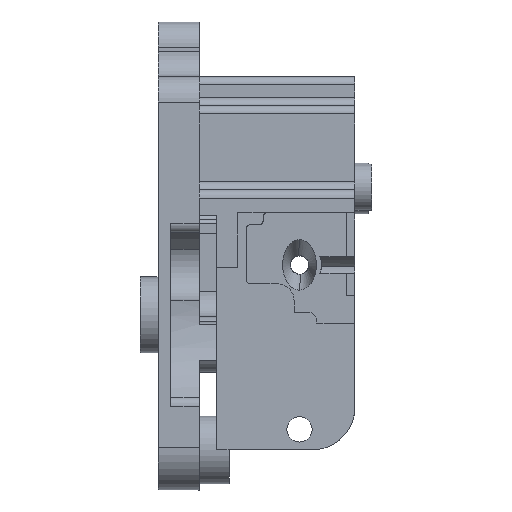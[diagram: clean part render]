
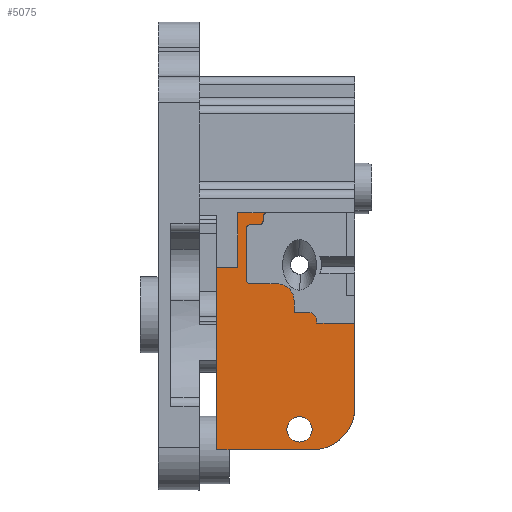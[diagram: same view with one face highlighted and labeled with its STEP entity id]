
A CAD part, top view. The second image highlights one B-rep face of the part: STEP entity #5075.
In plain terms, the highlighted planar face has unit normal (0, 0, 1).
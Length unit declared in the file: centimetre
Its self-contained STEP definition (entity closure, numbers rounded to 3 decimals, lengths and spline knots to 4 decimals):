
#182=FACE_BOUND('',#834,.T.);
#281=CIRCLE('',#5399,0.15);
#331=CIRCLE('',#5476,0.1);
#332=CIRCLE('',#5477,0.2);
#333=CIRCLE('',#5478,0.05);
#334=CIRCLE('',#5479,0.05);
#335=CIRCLE('',#5480,0.05);
#336=CIRCLE('',#5481,0.05);
#337=CIRCLE('',#5482,0.5);
#532=FACE_OUTER_BOUND('',#833,.T.);
#833=EDGE_LOOP('',(#3726,#3727,#3728,#3729,#3730,#3731,#3732,#3733,#3734,
#3735,#3736,#3737,#3738,#3739,#3740,#3741,#3742,#3743,#3744,#3745,#3746,
#3747));
#834=EDGE_LOOP('',(#3748));
#1151=LINE('',#7614,#1642);
#1208=LINE('',#7940,#1699);
#1211=LINE('',#7946,#1702);
#1214=LINE('',#7952,#1705);
#1219=LINE('',#7962,#1710);
#1225=LINE('',#7974,#1716);
#1228=LINE('',#7979,#1719);
#1275=LINE('',#8141,#1766);
#1276=LINE('',#8143,#1767);
#1277=LINE('',#8146,#1768);
#1278=LINE('',#8153,#1769);
#1279=LINE('',#8156,#1770);
#1280=LINE('',#8158,#1771);
#1281=LINE('',#8160,#1772);
#1282=LINE('',#8162,#1773);
#1642=VECTOR('',#5941,100.);
#1699=VECTOR('',#6160,100.);
#1702=VECTOR('',#6165,100.);
#1705=VECTOR('',#6170,100.);
#1710=VECTOR('',#6177,100.);
#1716=VECTOR('',#6187,100.);
#1719=VECTOR('',#6192,100.);
#1766=VECTOR('',#6333,100.);
#1767=VECTOR('',#6334,100.);
#1768=VECTOR('',#6337,100.);
#1769=VECTOR('',#6346,100.);
#1770=VECTOR('',#6349,100.);
#1771=VECTOR('',#6350,100.);
#1772=VECTOR('',#6351,100.);
#1773=VECTOR('',#6352,100.);
#2142=VERTEX_POINT('',#7611);
#2143=VERTEX_POINT('',#7613);
#2198=VERTEX_POINT('',#7767);
#2234=VERTEX_POINT('',#7937);
#2235=VERTEX_POINT('',#7939);
#2236=VERTEX_POINT('',#7943);
#2237=VERTEX_POINT('',#7945);
#2238=VERTEX_POINT('',#7949);
#2239=VERTEX_POINT('',#7951);
#2242=VERTEX_POINT('',#7959);
#2243=VERTEX_POINT('',#7961);
#2246=VERTEX_POINT('',#7972);
#2247=VERTEX_POINT('',#7973);
#2248=VERTEX_POINT('',#7978);
#2316=VERTEX_POINT('',#8140);
#2317=VERTEX_POINT('',#8142);
#2318=VERTEX_POINT('',#8145);
#2319=VERTEX_POINT('',#8150);
#2320=VERTEX_POINT('',#8152);
#2321=VERTEX_POINT('',#8155);
#2322=VERTEX_POINT('',#8157);
#2323=VERTEX_POINT('',#8159);
#2324=VERTEX_POINT('',#8161);
#2654=EDGE_CURVE('',#2143,#2142,#1151,.T.);
#2724=EDGE_CURVE('',#2198,#2198,#281,.T.);
#2773=EDGE_CURVE('',#2234,#2235,#1208,.T.);
#2776=EDGE_CURVE('',#2237,#2236,#1211,.T.);
#2779=EDGE_CURVE('',#2238,#2239,#1214,.T.);
#2784=EDGE_CURVE('',#2243,#2242,#1219,.T.);
#2790=EDGE_CURVE('',#2246,#2247,#1225,.T.);
#2793=EDGE_CURVE('',#2242,#2248,#1228,.T.);
#2876=EDGE_CURVE('',#2142,#2316,#1275,.T.);
#2877=EDGE_CURVE('',#2317,#2316,#1276,.T.);
#2878=EDGE_CURVE('',#2317,#2235,#331,.T.);
#2879=EDGE_CURVE('',#2234,#2318,#1277,.T.);
#2880=EDGE_CURVE('',#2318,#2246,#332,.T.);
#2881=EDGE_CURVE('',#2247,#2239,#333,.T.);
#2882=EDGE_CURVE('',#2238,#2237,#334,.T.);
#2883=EDGE_CURVE('',#2236,#2319,#335,.T.);
#2884=EDGE_CURVE('',#2319,#2320,#1278,.T.);
#2885=EDGE_CURVE('',#2320,#2243,#336,.T.);
#2886=EDGE_CURVE('',#2321,#2248,#1279,.T.);
#2887=EDGE_CURVE('',#2322,#2321,#1280,.T.);
#2888=EDGE_CURVE('',#2323,#2322,#1281,.T.);
#2889=EDGE_CURVE('',#2323,#2324,#1282,.T.);
#2890=EDGE_CURVE('',#2324,#2143,#337,.T.);
#3726=ORIENTED_EDGE('',*,*,#2654,.T.);
#3727=ORIENTED_EDGE('',*,*,#2876,.T.);
#3728=ORIENTED_EDGE('',*,*,#2877,.F.);
#3729=ORIENTED_EDGE('',*,*,#2878,.T.);
#3730=ORIENTED_EDGE('',*,*,#2773,.F.);
#3731=ORIENTED_EDGE('',*,*,#2879,.T.);
#3732=ORIENTED_EDGE('',*,*,#2880,.T.);
#3733=ORIENTED_EDGE('',*,*,#2790,.T.);
#3734=ORIENTED_EDGE('',*,*,#2881,.T.);
#3735=ORIENTED_EDGE('',*,*,#2779,.F.);
#3736=ORIENTED_EDGE('',*,*,#2882,.T.);
#3737=ORIENTED_EDGE('',*,*,#2776,.T.);
#3738=ORIENTED_EDGE('',*,*,#2883,.T.);
#3739=ORIENTED_EDGE('',*,*,#2884,.T.);
#3740=ORIENTED_EDGE('',*,*,#2885,.T.);
#3741=ORIENTED_EDGE('',*,*,#2784,.T.);
#3742=ORIENTED_EDGE('',*,*,#2793,.T.);
#3743=ORIENTED_EDGE('',*,*,#2886,.F.);
#3744=ORIENTED_EDGE('',*,*,#2887,.F.);
#3745=ORIENTED_EDGE('',*,*,#2888,.F.);
#3746=ORIENTED_EDGE('',*,*,#2889,.T.);
#3747=ORIENTED_EDGE('',*,*,#2890,.T.);
#3748=ORIENTED_EDGE('',*,*,#2724,.F.);
#4896=PLANE('',#5475);
#5075=ADVANCED_FACE('',(#532,#182),#4896,.T.);
#5399=AXIS2_PLACEMENT_3D('',#7768,#6083,#6084);
#5475=AXIS2_PLACEMENT_3D('',#8139,#6331,#6332);
#5476=AXIS2_PLACEMENT_3D('',#8144,#6335,#6336);
#5477=AXIS2_PLACEMENT_3D('',#8147,#6338,#6339);
#5478=AXIS2_PLACEMENT_3D('',#8148,#6340,#6341);
#5479=AXIS2_PLACEMENT_3D('',#8149,#6342,#6343);
#5480=AXIS2_PLACEMENT_3D('',#8151,#6344,#6345);
#5481=AXIS2_PLACEMENT_3D('',#8154,#6347,#6348);
#5482=AXIS2_PLACEMENT_3D('',#8163,#6353,#6354);
#5941=DIRECTION('',(0.,1.,0.));
#6083=DIRECTION('center_axis',(0.,0.,
1.));
#6084=DIRECTION('ref_axis',(1.,0.,0.));
#6160=DIRECTION('',(1.,0.,0.));
#6165=DIRECTION('',(1.,0.,0.));
#6170=DIRECTION('',(0.,-1.,0.));
#6177=DIRECTION('',(-1.,0.,0.));
#6187=DIRECTION('',(-1.,0.,0.));
#6192=DIRECTION('',(0.,-1.,0.));
#6331=DIRECTION('center_axis',(0.,0.,
1.));
#6332=DIRECTION('ref_axis',(1.,0.,0.));
#6333=DIRECTION('',(-1.,0.,0.));
#6334=DIRECTION('',(0.,-1.,0.));
#6335=DIRECTION('center_axis',(0.,0.,
1.));
#6336=DIRECTION('ref_axis',(1.,0.,0.));
#6337=DIRECTION('',(0.,1.,0.));
#6338=DIRECTION('center_axis',(0.,0.,
1.));
#6339=DIRECTION('ref_axis',(1.,0.,0.));
#6340=DIRECTION('center_axis',(0.,0.,
-1.));
#6341=DIRECTION('ref_axis',(1.,0.,0.));
#6342=DIRECTION('center_axis',(0.,0.,
-1.));
#6343=DIRECTION('ref_axis',(1.,0.,0.));
#6344=DIRECTION('center_axis',(0.,0.,
1.));
#6345=DIRECTION('ref_axis',(1.,0.,0.));
#6346=DIRECTION('',(0.,1.,0.));
#6347=DIRECTION('center_axis',(0.,0.,
-1.));
#6348=DIRECTION('ref_axis',(1.,0.,0.));
#6349=DIRECTION('',(1.,0.,0.));
#6350=DIRECTION('',(0.,1.,0.));
#6351=DIRECTION('',(-1.,0.,0.));
#6352=DIRECTION('',(1.,0.,0.));
#6353=DIRECTION('center_axis',(0.,0.,
1.));
#6354=DIRECTION('ref_axis',(1.,0.,0.));
#7611=CARTESIAN_POINT('',(-6.0335,-0.7397,9.91));
#7613=CARTESIAN_POINT('',(-6.0335,-1.7422,9.91));
#7614=CARTESIAN_POINT('',(-6.0335,-1.4277,9.91));
#7767=CARTESIAN_POINT('',(-6.5385,-1.9997,9.91));
#7768=CARTESIAN_POINT('Origin',(-6.6885,-1.9997,9.91));
#7937=CARTESIAN_POINT('',(-6.7535,-0.6147,9.91));
#7939=CARTESIAN_POINT('',(-6.5835,-0.6147,9.91));
#7940=CARTESIAN_POINT('',(-8.4177,-0.6147,9.91));
#7943=CARTESIAN_POINT('',(-7.1685,0.4253,9.91));
#7945=CARTESIAN_POINT('',(-7.2685,0.4253,9.91));
#7946=CARTESIAN_POINT('',(-7.3185,0.4253,9.91));
#7949=CARTESIAN_POINT('',(-7.3185,0.3753,9.91));
#7951=CARTESIAN_POINT('',(-7.3185,-0.2247,9.91));
#7952=CARTESIAN_POINT('',(-7.3185,-0.4147,9.91));
#7959=CARTESIAN_POINT('',(-7.4185,0.5653,9.91));
#7961=CARTESIAN_POINT('',(-7.0685,0.5653,9.91));
#7962=CARTESIAN_POINT('',(-7.3185,0.5653,9.91));
#7972=CARTESIAN_POINT('',(-6.9535,-0.2747,9.91));
#7973=CARTESIAN_POINT('',(-7.2685,-0.2747,9.91));
#7974=CARTESIAN_POINT('',(-7.1185,-0.2747,9.91));
#7978=CARTESIAN_POINT('',(-7.4185,-0.0847,9.91));
#7979=CARTESIAN_POINT('',(-7.4185,0.4253,9.91));
#8139=CARTESIAN_POINT('Origin',(-9.0435,-1.3997,9.91));
#8140=CARTESIAN_POINT('',(-6.4835,-0.7397,9.91));
#8141=CARTESIAN_POINT('',(-6.0435,-0.7397,9.91));
#8142=CARTESIAN_POINT('',(-6.4835,-0.7147,9.91));
#8143=CARTESIAN_POINT('',(-6.4835,-0.9397,9.91));
#8144=CARTESIAN_POINT('Origin',(-6.5835,-0.7147,9.91));
#8145=CARTESIAN_POINT('',(-6.7535,-0.4747,9.91));
#8146=CARTESIAN_POINT('',(-6.7535,-0.4747,9.91));
#8147=CARTESIAN_POINT('Origin',(-6.9535,-0.4747,9.91));
#8148=CARTESIAN_POINT('Origin',(-7.2685,-0.2247,9.91));
#8149=CARTESIAN_POINT('Origin',(-7.2685,0.3753,9.91));
#8150=CARTESIAN_POINT('',(-7.1185,0.4753,9.91));
#8151=CARTESIAN_POINT('Origin',(-7.1685,0.4753,9.91));
#8152=CARTESIAN_POINT('',(-7.1185,0.5153,9.91));
#8153=CARTESIAN_POINT('',(-7.1185,0.4253,9.91));
#8154=CARTESIAN_POINT('Origin',(-7.0685,0.5153,9.91));
#8155=CARTESIAN_POINT('',(-7.6685,-0.0847,9.91));
#8156=CARTESIAN_POINT('',(-7.4685,-0.0847,9.91));
#8157=CARTESIAN_POINT('',(-7.6685,-2.2422,9.91));
#8158=CARTESIAN_POINT('',(-7.6685,-0.5939,9.91));
#8159=CARTESIAN_POINT('',(-7.5235,-2.2422,9.91));
#8160=CARTESIAN_POINT('',(47.6265,-2.2422,9.91));
#8161=CARTESIAN_POINT('',(-6.5335,-2.2422,9.91));
#8162=CARTESIAN_POINT('',(-7.4235,-2.2422,9.91));
#8163=CARTESIAN_POINT('Origin',(-6.5335,-1.7422,9.91));
